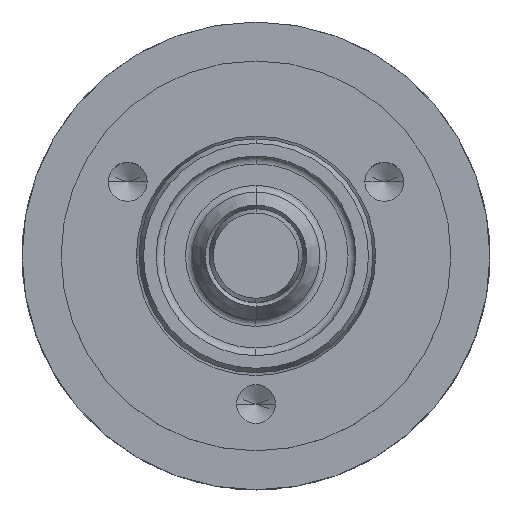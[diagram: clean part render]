
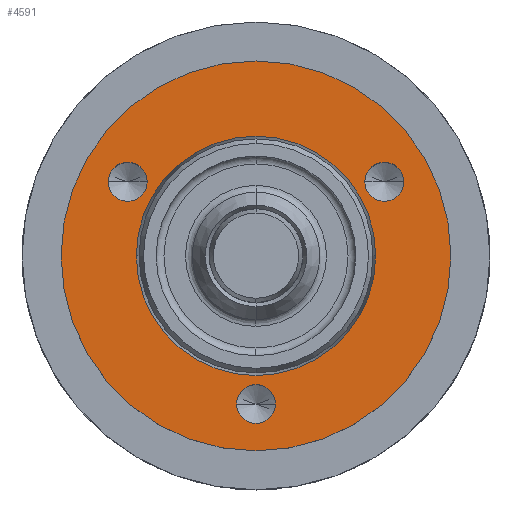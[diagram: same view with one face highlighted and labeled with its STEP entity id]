
A CAD part, top view. The second image highlights one B-rep face of the part: STEP entity #4591.
In plain terms, the highlighted planar face has unit normal (0, 0, 1).
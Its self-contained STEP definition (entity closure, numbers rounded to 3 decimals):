
#1220=CARTESIAN_POINT('',(0.,0.,17.6));
#1221=DIRECTION('',(0.,0.,-1.));
#1222=DIRECTION('',(-1.,0.,0.));
#1223=AXIS2_PLACEMENT_3D('',#1220,#1221,#1222);
#1225=CARTESIAN_POINT('',(0.,0.,17.6));
#1226=DIRECTION('',(0.,0.,-1.));
#1227=DIRECTION('',(1.,0.,0.));
#1228=AXIS2_PLACEMENT_3D('',#1225,#1226,#1227);
#1230=CARTESIAN_POINT('',(8.227,4.75,17.6));
#1231=DIRECTION('',(0.,0.,1.));
#1232=DIRECTION('',(-1.,0.,0.));
#1233=AXIS2_PLACEMENT_3D('',#1230,#1231,#1232);
#1235=CARTESIAN_POINT('',(8.227,4.75,17.6));
#1236=DIRECTION('',(0.,0.,1.));
#1237=DIRECTION('',(1.,0.,0.));
#1238=AXIS2_PLACEMENT_3D('',#1235,#1236,#1237);
#1240=CARTESIAN_POINT('',(0.,-9.5,17.6));
#1241=DIRECTION('',(0.,0.,1.));
#1242=DIRECTION('',(-1.,0.,0.));
#1243=AXIS2_PLACEMENT_3D('',#1240,#1241,#1242);
#1245=CARTESIAN_POINT('',(0.,-9.5,17.6));
#1246=DIRECTION('',(0.,0.,1.));
#1247=DIRECTION('',(1.,0.,0.));
#1248=AXIS2_PLACEMENT_3D('',#1245,#1246,#1247);
#1250=CARTESIAN_POINT('',(-8.227,4.75,17.6));
#1251=DIRECTION('',(0.,0.,1.));
#1252=DIRECTION('',(-1.,0.,0.));
#1253=AXIS2_PLACEMENT_3D('',#1250,#1251,#1252);
#1255=CARTESIAN_POINT('',(-8.227,4.75,17.6));
#1256=DIRECTION('',(0.,0.,1.));
#1257=DIRECTION('',(1.,0.,0.));
#1258=AXIS2_PLACEMENT_3D('',#1255,#1256,#1257);
#1269=CARTESIAN_POINT('',(0.,0.,17.6));
#1270=DIRECTION('',(0.,0.,-1.));
#1271=DIRECTION('',(0.,1.,0.));
#1272=AXIS2_PLACEMENT_3D('',#1269,#1270,#1271);
#1291=CARTESIAN_POINT('',(0.,0.,17.6));
#1292=DIRECTION('',(0.,0.,1.));
#1293=DIRECTION('',(0.,1.,0.));
#1294=AXIS2_PLACEMENT_3D('',#1291,#1292,#1293);
#2756=CARTESIAN_POINT('',(0.,12.5,17.6));
#2757=CARTESIAN_POINT('',(0.,-12.5,17.6));
#2758=VERTEX_POINT('',#2756);
#2759=VERTEX_POINT('',#2757);
#2788=CARTESIAN_POINT('',(-7.676,0.,17.6));
#2789=CARTESIAN_POINT('',(7.676,0.,17.6));
#2790=VERTEX_POINT('',#2788);
#2791=VERTEX_POINT('',#2789);
#2798=CARTESIAN_POINT('',(6.977,4.75,17.6));
#2799=CARTESIAN_POINT('',(9.477,4.75,17.6));
#2800=VERTEX_POINT('',#2798);
#2801=VERTEX_POINT('',#2799);
#2808=CARTESIAN_POINT('',(-1.25,-9.5,17.6));
#2809=CARTESIAN_POINT('',(1.25,-9.5,17.6));
#2810=VERTEX_POINT('',#2808);
#2811=VERTEX_POINT('',#2809);
#2818=CARTESIAN_POINT('',(-9.477,4.75,17.6));
#2819=CARTESIAN_POINT('',(-6.977,4.75,17.6));
#2820=VERTEX_POINT('',#2818);
#2821=VERTEX_POINT('',#2819);
#4558=CARTESIAN_POINT('',(0.,0.,17.6));
#4559=DIRECTION('',(0.,0.,1.));
#4560=DIRECTION('',(0.,1.,0.));
#4561=AXIS2_PLACEMENT_3D('',#4558,#4559,#4560);
#4562=PLANE('',#4561);
#4564=ORIENTED_EDGE('',*,*,#4563,.T.);
#4566=ORIENTED_EDGE('',*,*,#4565,.F.);
#4567=EDGE_LOOP('',(#4564,#4566));
#4568=FACE_OUTER_BOUND('',#4567,.F.);
#4569=ORIENTED_EDGE('',*,*,#4551,.F.);
#4570=ORIENTED_EDGE('',*,*,#4522,.F.);
#4571=EDGE_LOOP('',(#4569,#4570));
#4572=FACE_BOUND('',#4571,.F.);
#4574=ORIENTED_EDGE('',*,*,#4573,.T.);
#4576=ORIENTED_EDGE('',*,*,#4575,.T.);
#4577=EDGE_LOOP('',(#4574,#4576));
#4578=FACE_BOUND('',#4577,.F.);
#4580=ORIENTED_EDGE('',*,*,#4579,.T.);
#4582=ORIENTED_EDGE('',*,*,#4581,.T.);
#4583=EDGE_LOOP('',(#4580,#4582));
#4584=FACE_BOUND('',#4583,.F.);
#4586=ORIENTED_EDGE('',*,*,#4585,.T.);
#4588=ORIENTED_EDGE('',*,*,#4587,.T.);
#4589=EDGE_LOOP('',(#4586,#4588));
#4590=FACE_BOUND('',#4589,.F.);
#1224=CIRCLE('',#1223,7.676);
#1229=CIRCLE('',#1228,7.676);
#1234=CIRCLE('',#1233,1.25);
#1239=CIRCLE('',#1238,1.25);
#1244=CIRCLE('',#1243,1.25);
#1249=CIRCLE('',#1248,1.25);
#1254=CIRCLE('',#1253,1.25);
#1259=CIRCLE('',#1258,1.25);
#1273=CIRCLE('',#1272,12.5);
#1295=CIRCLE('',#1294,12.5);
#4522=EDGE_CURVE('',#2791,#2790,#1229,.T.);
#4551=EDGE_CURVE('',#2790,#2791,#1224,.T.);
#4563=EDGE_CURVE('',#2758,#2759,#1273,.T.);
#4565=EDGE_CURVE('',#2758,#2759,#1295,.T.);
#4573=EDGE_CURVE('',#2800,#2801,#1234,.T.);
#4575=EDGE_CURVE('',#2801,#2800,#1239,.T.);
#4579=EDGE_CURVE('',#2810,#2811,#1244,.T.);
#4581=EDGE_CURVE('',#2811,#2810,#1249,.T.);
#4585=EDGE_CURVE('',#2820,#2821,#1254,.T.);
#4587=EDGE_CURVE('',#2821,#2820,#1259,.T.);
#4591=ADVANCED_FACE('',(#4568,#4572,#4578,#4584,#4590),#4562,.T.);
